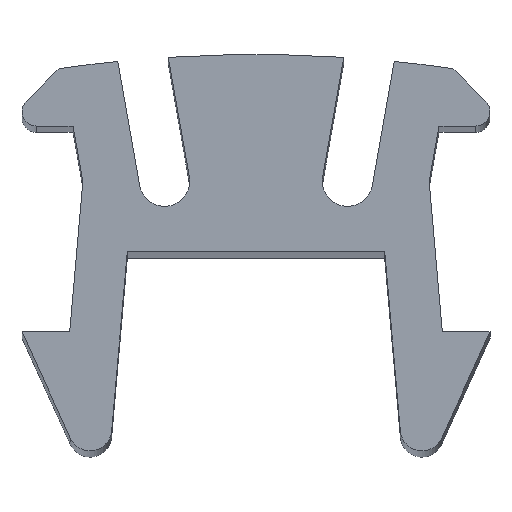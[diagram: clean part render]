
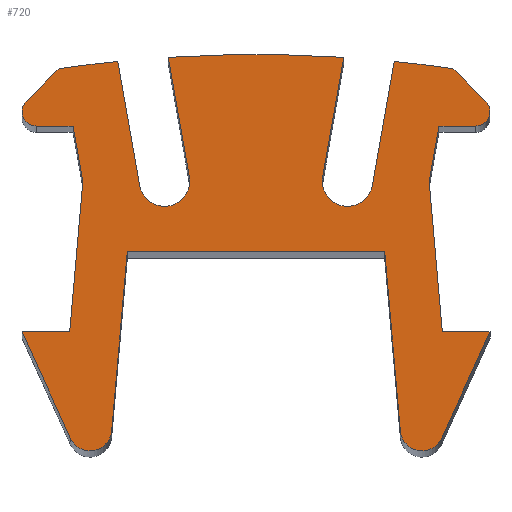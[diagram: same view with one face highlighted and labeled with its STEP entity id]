
A CAD part, top view. The second image highlights one B-rep face of the part: STEP entity #720.
In plain terms, the highlighted planar face has unit normal (0, 0, 1).
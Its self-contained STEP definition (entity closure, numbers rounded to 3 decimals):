
#127=CIRCLE('',#747,0.6);
#129=CIRCLE('',#755,0.4);
#131=CIRCLE('',#759,38.396);
#133=CIRCLE('',#763,0.7);
#135=CIRCLE('',#767,38.396);
#137=CIRCLE('',#771,0.7);
#139=CIRCLE('',#775,38.396);
#141=CIRCLE('',#779,0.4);
#143=CIRCLE('',#787,0.6);
#199=FACE_OUTER_BOUND('',#229,.T.);
#229=EDGE_LOOP('',(#615,#616,#617,#618,#619,#620,#621,#622,#623,#624,#625,
#626,#627,#628,#629,#630,#631,#632,#633,#634,#635,#636,#637,#638,#639,#640,
#641,#642));
#233=LINE('',#1016,#299);
#236=LINE('',#1022,#302);
#239=LINE('',#1028,#305);
#243=LINE('',#1040,#309);
#246=LINE('',#1046,#312);
#249=LINE('',#1052,#315);
#252=LINE('',#1058,#318);
#255=LINE('',#1064,#321);
#259=LINE('',#1076,#325);
#263=LINE('',#1088,#329);
#267=LINE('',#1100,#333);
#271=LINE('',#1112,#337);
#275=LINE('',#1124,#341);
#279=LINE('',#1136,#345);
#283=LINE('',#1148,#349);
#286=LINE('',#1154,#352);
#289=LINE('',#1160,#355);
#292=LINE('',#1166,#358);
#295=LINE('',#1172,#361);
#299=VECTOR('',#814,10.);
#302=VECTOR('',#819,10.);
#305=VECTOR('',#824,10.);
#309=VECTOR('',#836,10.);
#312=VECTOR('',#841,10.);
#315=VECTOR('',#846,10.);
#318=VECTOR('',#851,10.);
#321=VECTOR('',#856,10.);
#325=VECTOR('',#868,10.);
#329=VECTOR('',#880,10.);
#333=VECTOR('',#892,10.);
#337=VECTOR('',#904,10.);
#341=VECTOR('',#916,10.);
#345=VECTOR('',#928,10.);
#349=VECTOR('',#940,10.);
#352=VECTOR('',#945,10.);
#355=VECTOR('',#950,10.);
#358=VECTOR('',#955,10.);
#361=VECTOR('',#960,10.);
#365=VERTEX_POINT('',#1013);
#366=VERTEX_POINT('',#1015);
#368=VERTEX_POINT('',#1021);
#370=VERTEX_POINT('',#1027);
#372=VERTEX_POINT('',#1033);
#374=VERTEX_POINT('',#1039);
#376=VERTEX_POINT('',#1045);
#378=VERTEX_POINT('',#1051);
#380=VERTEX_POINT('',#1057);
#382=VERTEX_POINT('',#1063);
#384=VERTEX_POINT('',#1069);
#386=VERTEX_POINT('',#1075);
#388=VERTEX_POINT('',#1081);
#390=VERTEX_POINT('',#1087);
#392=VERTEX_POINT('',#1093);
#394=VERTEX_POINT('',#1099);
#396=VERTEX_POINT('',#1105);
#398=VERTEX_POINT('',#1111);
#400=VERTEX_POINT('',#1117);
#402=VERTEX_POINT('',#1123);
#404=VERTEX_POINT('',#1129);
#406=VERTEX_POINT('',#1135);
#408=VERTEX_POINT('',#1141);
#410=VERTEX_POINT('',#1147);
#412=VERTEX_POINT('',#1153);
#414=VERTEX_POINT('',#1159);
#416=VERTEX_POINT('',#1165);
#418=VERTEX_POINT('',#1171);
#421=EDGE_CURVE('',#366,#365,#233,.T.);
#424=EDGE_CURVE('',#368,#366,#236,.T.);
#427=EDGE_CURVE('',#370,#368,#239,.T.);
#430=EDGE_CURVE('',#372,#370,#127,.T.);
#433=EDGE_CURVE('',#374,#372,#243,.T.);
#436=EDGE_CURVE('',#376,#374,#246,.T.);
#439=EDGE_CURVE('',#378,#376,#249,.T.);
#442=EDGE_CURVE('',#380,#378,#252,.T.);
#445=EDGE_CURVE('',#382,#380,#255,.T.);
#448=EDGE_CURVE('',#384,#382,#129,.T.);
#451=EDGE_CURVE('',#386,#384,#259,.T.);
#454=EDGE_CURVE('',#388,#386,#131,.T.);
#457=EDGE_CURVE('',#390,#388,#263,.T.);
#460=EDGE_CURVE('',#392,#390,#133,.T.);
#463=EDGE_CURVE('',#394,#392,#267,.T.);
#466=EDGE_CURVE('',#396,#394,#135,.T.);
#469=EDGE_CURVE('',#398,#396,#271,.T.);
#472=EDGE_CURVE('',#400,#398,#137,.T.);
#475=EDGE_CURVE('',#402,#400,#275,.T.);
#478=EDGE_CURVE('',#404,#402,#139,.T.);
#481=EDGE_CURVE('',#406,#404,#279,.T.);
#484=EDGE_CURVE('',#408,#406,#141,.T.);
#487=EDGE_CURVE('',#410,#408,#283,.T.);
#490=EDGE_CURVE('',#412,#410,#286,.T.);
#493=EDGE_CURVE('',#414,#412,#289,.T.);
#496=EDGE_CURVE('',#416,#414,#292,.T.);
#499=EDGE_CURVE('',#418,#416,#295,.T.);
#502=EDGE_CURVE('',#365,#418,#143,.T.);
#615=ORIENTED_EDGE('',*,*,#502,.T.);
#616=ORIENTED_EDGE('',*,*,#499,.T.);
#617=ORIENTED_EDGE('',*,*,#496,.T.);
#618=ORIENTED_EDGE('',*,*,#493,.T.);
#619=ORIENTED_EDGE('',*,*,#490,.T.);
#620=ORIENTED_EDGE('',*,*,#487,.T.);
#621=ORIENTED_EDGE('',*,*,#484,.T.);
#622=ORIENTED_EDGE('',*,*,#481,.T.);
#623=ORIENTED_EDGE('',*,*,#478,.T.);
#624=ORIENTED_EDGE('',*,*,#475,.T.);
#625=ORIENTED_EDGE('',*,*,#472,.T.);
#626=ORIENTED_EDGE('',*,*,#469,.T.);
#627=ORIENTED_EDGE('',*,*,#466,.T.);
#628=ORIENTED_EDGE('',*,*,#463,.T.);
#629=ORIENTED_EDGE('',*,*,#460,.T.);
#630=ORIENTED_EDGE('',*,*,#457,.T.);
#631=ORIENTED_EDGE('',*,*,#454,.T.);
#632=ORIENTED_EDGE('',*,*,#451,.T.);
#633=ORIENTED_EDGE('',*,*,#448,.T.);
#634=ORIENTED_EDGE('',*,*,#445,.T.);
#635=ORIENTED_EDGE('',*,*,#442,.T.);
#636=ORIENTED_EDGE('',*,*,#439,.T.);
#637=ORIENTED_EDGE('',*,*,#436,.T.);
#638=ORIENTED_EDGE('',*,*,#433,.T.);
#639=ORIENTED_EDGE('',*,*,#430,.T.);
#640=ORIENTED_EDGE('',*,*,#427,.T.);
#641=ORIENTED_EDGE('',*,*,#424,.T.);
#642=ORIENTED_EDGE('',*,*,#421,.T.);
#690=PLANE('',#788);
#720=ADVANCED_FACE('',(#199),#690,.T.);
#747=AXIS2_PLACEMENT_3D('',#1034,#830,#831);
#755=AXIS2_PLACEMENT_3D('',#1070,#862,#863);
#759=AXIS2_PLACEMENT_3D('',#1082,#874,#875);
#763=AXIS2_PLACEMENT_3D('',#1094,#886,#887);
#767=AXIS2_PLACEMENT_3D('',#1106,#898,#899);
#771=AXIS2_PLACEMENT_3D('',#1118,#910,#911);
#775=AXIS2_PLACEMENT_3D('',#1130,#922,#923);
#779=AXIS2_PLACEMENT_3D('',#1142,#934,#935);
#787=AXIS2_PLACEMENT_3D('',#1176,#966,#967);
#788=AXIS2_PLACEMENT_3D('',#1177,#968,#969);
#814=DIRECTION('',(0.087,-0.996,0.));
#819=DIRECTION('',(1.,0.,0.));
#824=DIRECTION('',(0.087,0.996,0.));
#830=DIRECTION('center_axis',(0.,0.,1.));
#831=DIRECTION('ref_axis',(-0.91,-0.414,0.));
#836=DIRECTION('',(0.414,-0.91,0.));
#841=DIRECTION('',(-1.,0.,0.));
#846=DIRECTION('',(-0.087,-0.996,0.));
#851=DIRECTION('',(0.174,-0.985,0.));
#856=DIRECTION('',(1.,0.,0.));
#862=DIRECTION('center_axis',(0.,0.,1.));
#863=DIRECTION('ref_axis',(-0.707,0.707,0.));
#868=DIRECTION('',(-0.707,-0.707,0.));
#874=DIRECTION('center_axis',(0.,0.,1.));
#875=DIRECTION('ref_axis',(-0.1,0.995,0.));
#880=DIRECTION('',(-0.174,0.985,0.));
#886=DIRECTION('center_axis',(0.,0.,-1.));
#887=DIRECTION('ref_axis',(0.985,0.174,0.));
#892=DIRECTION('',(0.174,-0.985,0.));
#898=DIRECTION('center_axis',(0.,0.,1.));
#899=DIRECTION('ref_axis',(0.063,0.998,0.));
#904=DIRECTION('',(0.174,0.985,0.));
#910=DIRECTION('center_axis',(0.,0.,-1.));
#911=DIRECTION('ref_axis',(0.985,-0.174,0.));
#916=DIRECTION('',(-0.174,-0.985,0.));
#922=DIRECTION('center_axis',(0.,0.,1.));
#923=DIRECTION('ref_axis',(0.142,0.99,0.));
#928=DIRECTION('',(-0.707,0.707,0.));
#934=DIRECTION('center_axis',(0.,0.,1.));
#935=DIRECTION('ref_axis',(0.,-1.,0.));
#940=DIRECTION('',(1.,0.,0.));
#945=DIRECTION('',(0.174,0.985,0.));
#950=DIRECTION('',(-0.087,0.996,0.));
#955=DIRECTION('',(-1.,0.,0.));
#960=DIRECTION('',(0.414,0.91,0.));
#966=DIRECTION('center_axis',(0.,0.,1.));
#967=DIRECTION('ref_axis',(-0.996,-0.087,0.));
#968=DIRECTION('center_axis',(0.,0.,1.));
#969=DIRECTION('ref_axis',(1.,0.,0.));
#1013=CARTESIAN_POINT('',(4.011,-4.98,100.));
#1015=CARTESIAN_POINT('',(3.575,0.,100.));
#1016=CARTESIAN_POINT('',(3.575,0.,100.));
#1021=CARTESIAN_POINT('',(-3.575,0.,100.));
#1022=CARTESIAN_POINT('',(-3.575,0.,100.));
#1027=CARTESIAN_POINT('',(-4.011,-4.98,100.));
#1028=CARTESIAN_POINT('',(-4.011,-4.98,100.));
#1033=CARTESIAN_POINT('',(-5.155,-5.176,100.));
#1034=CARTESIAN_POINT('Origin',(-4.609,-4.928,100.));
#1039=CARTESIAN_POINT('',(-6.5,-2.219,100.));
#1040=CARTESIAN_POINT('',(-6.5,-2.219,100.));
#1045=CARTESIAN_POINT('',(-5.175,-2.219,100.));
#1046=CARTESIAN_POINT('',(-5.175,-2.219,100.));
#1051=CARTESIAN_POINT('',(-4.81,1.957,100.));
#1052=CARTESIAN_POINT('',(-4.81,1.957,100.));
#1057=CARTESIAN_POINT('',(-5.081,3.494,100.));
#1058=CARTESIAN_POINT('',(-5.081,3.494,100.));
#1063=CARTESIAN_POINT('',(-6.1,3.494,100.));
#1064=CARTESIAN_POINT('',(-6.1,3.494,100.));
#1069=CARTESIAN_POINT('',(-6.383,4.177,100.));
#1070=CARTESIAN_POINT('Origin',(-6.1,3.894,100.));
#1075=CARTESIAN_POINT('',(-5.471,5.089,100.));
#1076=CARTESIAN_POINT('',(-5.471,5.089,100.));
#1081=CARTESIAN_POINT('',(-3.838,5.289,100.));
#1082=CARTESIAN_POINT('Origin',(0.,-32.915,
100.));
#1087=CARTESIAN_POINT('',(-3.231,1.842,100.));
#1088=CARTESIAN_POINT('',(-3.231,1.842,100.));
#1093=CARTESIAN_POINT('',(-1.852,2.085,100.));
#1094=CARTESIAN_POINT('Origin',(-2.541,1.964,100.));
#1099=CARTESIAN_POINT('',(-2.437,5.403,100.));
#1100=CARTESIAN_POINT('',(-2.437,5.403,100.));
#1105=CARTESIAN_POINT('',(2.437,5.403,100.));
#1106=CARTESIAN_POINT('Origin',(0.,-32.915,
100.));
#1111=CARTESIAN_POINT('',(1.852,2.085,100.));
#1112=CARTESIAN_POINT('',(1.852,2.085,100.));
#1117=CARTESIAN_POINT('',(3.231,1.842,100.));
#1118=CARTESIAN_POINT('Origin',(2.541,1.964,100.));
#1123=CARTESIAN_POINT('',(3.838,5.289,100.));
#1124=CARTESIAN_POINT('',(3.838,5.289,100.));
#1129=CARTESIAN_POINT('',(5.471,5.089,100.));
#1130=CARTESIAN_POINT('Origin',(0.,-32.915,
100.));
#1135=CARTESIAN_POINT('',(6.383,4.177,100.));
#1136=CARTESIAN_POINT('',(6.383,4.177,100.));
#1141=CARTESIAN_POINT('',(6.1,3.494,100.));
#1142=CARTESIAN_POINT('Origin',(6.1,3.894,100.));
#1147=CARTESIAN_POINT('',(5.081,3.494,100.));
#1148=CARTESIAN_POINT('',(5.081,3.494,100.));
#1153=CARTESIAN_POINT('',(4.81,1.957,100.));
#1154=CARTESIAN_POINT('',(4.81,1.957,100.));
#1159=CARTESIAN_POINT('',(5.175,-2.219,100.));
#1160=CARTESIAN_POINT('',(5.175,-2.219,100.));
#1165=CARTESIAN_POINT('',(6.5,-2.219,100.));
#1166=CARTESIAN_POINT('',(6.5,-2.219,100.));
#1171=CARTESIAN_POINT('',(5.155,-5.176,100.));
#1172=CARTESIAN_POINT('',(5.155,-5.176,100.));
#1176=CARTESIAN_POINT('Origin',(4.609,-4.928,100.));
#1177=CARTESIAN_POINT('Origin',(0.,0.754,100.));
